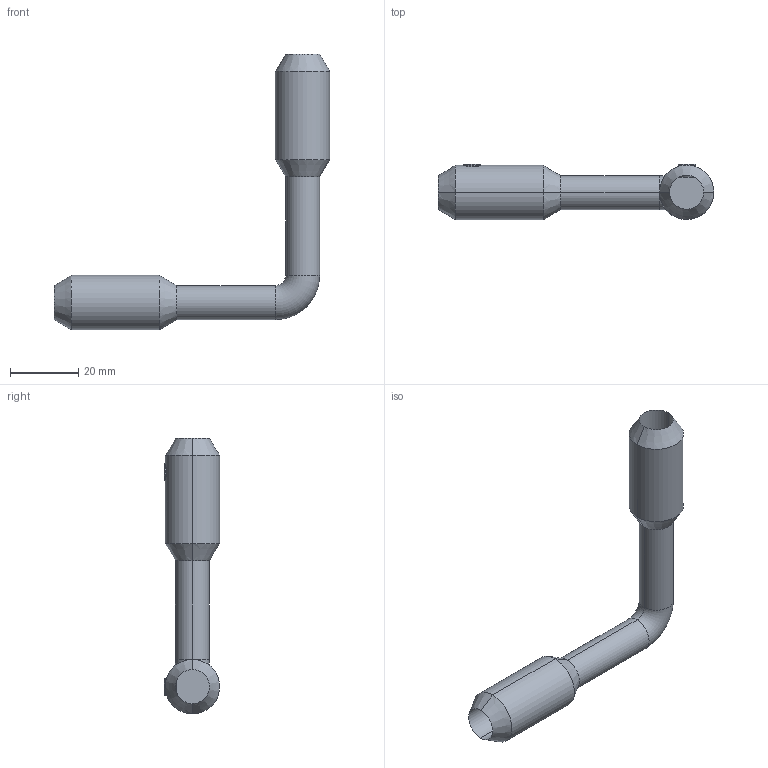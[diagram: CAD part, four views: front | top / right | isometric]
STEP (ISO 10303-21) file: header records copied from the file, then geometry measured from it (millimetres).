
FILE_DESCRIPTION (( 'STEP AP203' ), '1' );
FILE_NAME ('3D_GT3482_10_188734990.STEP', '2024-10-22T09:59:26', ( '' ), ( '' ), 'SwSTEP 2.0', 'SolidWorks 2023', '' );
FILE_SCHEMA (( 'CONFIG_CONTROL_DESIGN' ));
Length unit declared in the file: millimetre
Products named in the file (1): 3D_GT3482_10_188734990
Bounding box: 81 x 16.26 x 81 mm (x, y, z)
Volume: 15232.1 mm3; surface area: 7631.1 mm2
Topology: 3 solids, 3 shells, 62 faces, 129 edges, 77 vertices
Faces by surface type: plane 22, cylinder 20, cone 12, torus 6, bspline 2
Entity records: 3601 total; most frequent: CARTESIAN_POINT 2208, DIRECTION 282, ORIENTED_EDGE 258, EDGE_CURVE 129, AXIS2_PLACEMENT_3D 109, VERTEX_POINT 77, EDGE_LOOP 68, VECTOR 64
